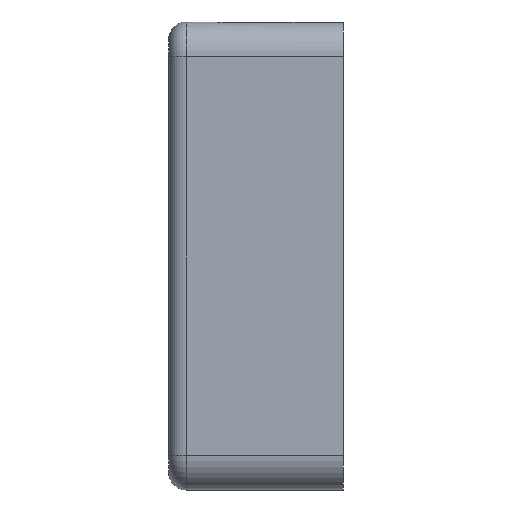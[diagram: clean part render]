
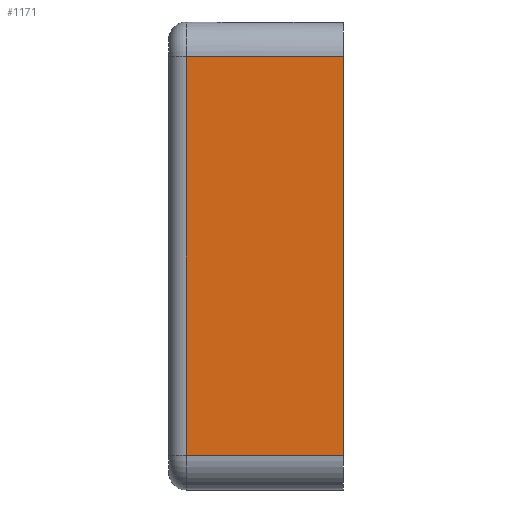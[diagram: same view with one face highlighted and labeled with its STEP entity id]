
A CAD part, left-side view. The second image highlights one B-rep face of the part: STEP entity #1171.
In plain terms, the highlighted planar face has unit normal (-1, 0, 0).
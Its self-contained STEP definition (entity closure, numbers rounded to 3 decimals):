
#773 = EDGE_CURVE ( 'NONE', #4453, #7138, #2943, .T. ) ;
#836 = CARTESIAN_POINT ( 'NONE',  ( -67., 50., -57. ) ) ;
#887 = CARTESIAN_POINT ( 'NONE',  ( -67., 0., 57. ) ) ;
#1000 = CARTESIAN_POINT ( 'NONE',  ( -67., 45., 57. ) ) ;
#1046 = VERTEX_POINT ( 'NONE', #2755 ) ;
#1171 = ADVANCED_FACE ( 'NONE', ( #8151 ), #2411, .F. ) ;
#1744 = CARTESIAN_POINT ( 'NONE',  ( -67., 0., 57. ) ) ;
#1996 = ORIENTED_EDGE ( 'NONE', *, *, #5486, .T. ) ;
#2069 = CARTESIAN_POINT ( 'NONE',  ( -67., 50., 57. ) ) ;
#2092 = LINE ( 'NONE', #836, #5544 ) ;
#2128 = VECTOR ( 'NONE', #5411, 1000. ) ;
#2411 = PLANE ( 'NONE',  #4090 ) ;
#2755 = CARTESIAN_POINT ( 'NONE',  ( -67., 45., -57. ) ) ;
#2943 = LINE ( 'NONE', #887, #2128 ) ;
#3398 = DIRECTION ( 'NONE',  ( 0., -1., 0. ) ) ;
#3442 = DIRECTION ( 'NONE',  ( 0., 0., -1. ) ) ;
#3503 = EDGE_LOOP ( 'NONE', ( #7181, #3716, #1996, #7269 ) ) ;
#3714 = DIRECTION ( 'NONE',  ( 0., 0., -1. ) ) ;
#3716 = ORIENTED_EDGE ( 'NONE', *, *, #4567, .T. ) ;
#4090 = AXIS2_PLACEMENT_3D ( 'NONE', #4975, #7516, #3714 ) ;
#4453 = VERTEX_POINT ( 'NONE', #5702 ) ;
#4567 = EDGE_CURVE ( 'NONE', #6652, #1046, #7243, .T. ) ;
#4595 = DIRECTION ( 'NONE',  ( 0., -1., 0. ) ) ;
#4655 = VECTOR ( 'NONE', #4595, 1000. ) ;
#4975 = CARTESIAN_POINT ( 'NONE',  ( -67., 50., 57. ) ) ;
#5411 = DIRECTION ( 'NONE',  ( 0., 0., 1. ) ) ;
#5486 = EDGE_CURVE ( 'NONE', #1046, #4453, #2092, .T. ) ;
#5544 = VECTOR ( 'NONE', #3398, 1000. ) ;
#5702 = CARTESIAN_POINT ( 'NONE',  ( -67., 0., -57. ) ) ;
#5919 = LINE ( 'NONE', #2069, #4655 ) ;
#6652 = VERTEX_POINT ( 'NONE', #1000 ) ;
#7121 = VECTOR ( 'NONE', #3442, 1000. ) ;
#7138 = VERTEX_POINT ( 'NONE', #1744 ) ;
#7181 = ORIENTED_EDGE ( 'NONE', *, *, #7793, .F. ) ;
#7243 = LINE ( 'NONE', #7367, #7121 ) ;
#7269 = ORIENTED_EDGE ( 'NONE', *, *, #773, .T. ) ;
#7367 = CARTESIAN_POINT ( 'NONE',  ( -67., 45., 57. ) ) ;
#7516 = DIRECTION ( 'NONE',  ( 1., 0., 0. ) ) ;
#7793 = EDGE_CURVE ( 'NONE', #6652, #7138, #5919, .T. ) ;
#8151 = FACE_OUTER_BOUND ( 'NONE', #3503, .T. ) ;
